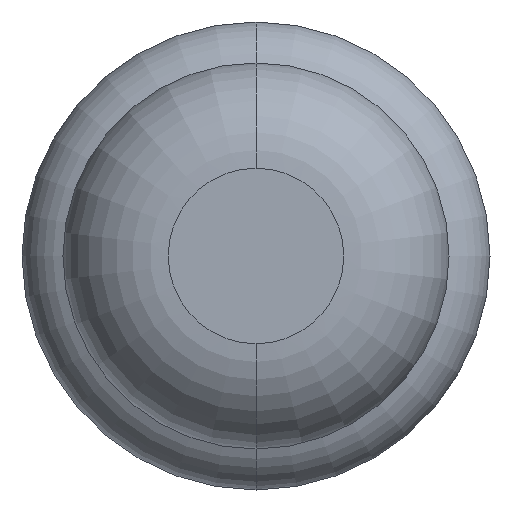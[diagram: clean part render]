
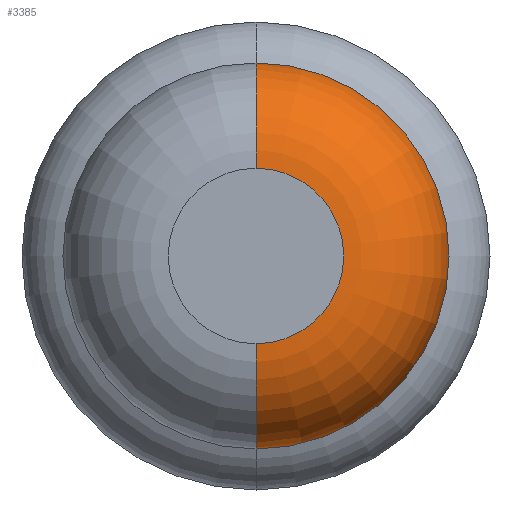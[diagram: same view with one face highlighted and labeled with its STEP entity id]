
A CAD part, front view. The second image highlights one B-rep face of the part: STEP entity #3385.
In plain terms, the highlighted toroidal (fillet/blend) face has major radius 0.375 mm and minor radius 0.45 mm.
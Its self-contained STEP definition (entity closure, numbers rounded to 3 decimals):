
#232 = DIRECTION ( 'NONE',  ( 0., 0., 1. ) ) ;
#240 = EDGE_CURVE ( 'Defeature ausgef�hrt1_24+Defeature ausgef�hrt1_23+Defeature ausgef�hrt1_23+Defeature ausgef�hrt1_23', #412, #706, #788, .T. ) ;
#412 = VERTEX_POINT ( 'NONE', #2375 ) ;
#489 = ORIENTED_EDGE ( 'NONE', *, *, #1410, .T. ) ;
#510 = DIRECTION ( 'NONE',  ( 0., 1., 0. ) ) ;
#550 = VERTEX_POINT ( 'NONE', #2141 ) ;
#559 = AXIS2_PLACEMENT_3D ( 'NONE', #3282, #510, #1438 ) ;
#693 = AXIS2_PLACEMENT_3D ( 'NONE', #801, #2060, #232 ) ;
#706 = VERTEX_POINT ( 'NONE', #2781 ) ;
#788 = CIRCLE ( 'NONE', #3143, 0.825 ) ;
#801 = CARTESIAN_POINT ( 'NONE',  ( 0., -28.55, 0. ) ) ;
#858 = DIRECTION ( 'NONE',  ( -1., 0., 0. ) ) ;
#903 = CIRCLE ( 'NONE', #2076, 0.45 ) ;
#961 = ORIENTED_EDGE ( 'NONE', *, *, #1486, .T. ) ;
#1323 = DIRECTION ( 'NONE',  ( 0., 0., 1. ) ) ;
#1410 = EDGE_CURVE ( 'Defeature ausgef�hrt1_23+Defeature ausgef�hrt1_22+Defeature ausgef�hrt1_22+Defeature ausgef�hrt1_22', #3795, #550, #2763, .T. ) ;
#1438 = DIRECTION ( 'NONE',  ( 0., 0., 1. ) ) ;
#1461 = TOROIDAL_SURFACE ( 'NONE', #693, 0.375, 0.45 ) ;
#1486 = EDGE_CURVE ( 'NONE', #550, #706, #903, .T. ) ;
#1492 = DIRECTION ( 'NONE',  ( 1., 0., 0. ) ) ;
#1617 = CARTESIAN_POINT ( 'NONE',  ( 0., -28.55, 0. ) ) ;
#1628 = CIRCLE ( 'NONE', #3254, 0.45 ) ;
#1637 = ORIENTED_EDGE ( 'NONE', *, *, #240, .F. ) ;
#1796 = FACE_OUTER_BOUND ( 'NONE', #2327, .T. ) ;
#2022 = CARTESIAN_POINT ( 'NONE',  ( 0., -29., 0.375 ) ) ;
#2060 = DIRECTION ( 'NONE',  ( 0., 1., 0. ) ) ;
#2076 = AXIS2_PLACEMENT_3D ( 'NONE', #2717, #1492, #2100 ) ;
#2100 = DIRECTION ( 'NONE',  ( 0., 0., -1. ) ) ;
#2141 = CARTESIAN_POINT ( 'NONE',  ( 0., -29., -0.375 ) ) ;
#2327 = EDGE_LOOP ( 'NONE', ( #489, #961, #1637, #2782 ) ) ;
#2375 = CARTESIAN_POINT ( 'NONE',  ( 0., -28.55, 0.825 ) ) ;
#2717 = CARTESIAN_POINT ( 'NONE',  ( 0., -28.55, -0.375 ) ) ;
#2763 = CIRCLE ( 'NONE', #559, 0.375 ) ;
#2781 = CARTESIAN_POINT ( 'NONE',  ( 0., -28.55, -0.825 ) ) ;
#2782 = ORIENTED_EDGE ( 'NONE', *, *, #3147, .F. ) ;
#2837 = DIRECTION ( 'NONE',  ( 0., 1., 0. ) ) ;
#3031 = DIRECTION ( 'NONE',  ( 0., 0., 1. ) ) ;
#3143 = AXIS2_PLACEMENT_3D ( 'NONE', #1617, #2837, #1323 ) ;
#3147 = EDGE_CURVE ( 'NONE', #3795, #412, #1628, .T. ) ;
#3254 = AXIS2_PLACEMENT_3D ( 'NONE', #3634, #858, #3031 ) ;
#3282 = CARTESIAN_POINT ( 'NONE',  ( 0., -29., 0. ) ) ;
#3385 = ADVANCED_FACE ( 'Defeature ausgef�hrt1_23', ( #1796 ), #1461, .T. ) ;
#3634 = CARTESIAN_POINT ( 'NONE',  ( 0., -28.55, 0.375 ) ) ;
#3795 = VERTEX_POINT ( 'NONE', #2022 ) ;
